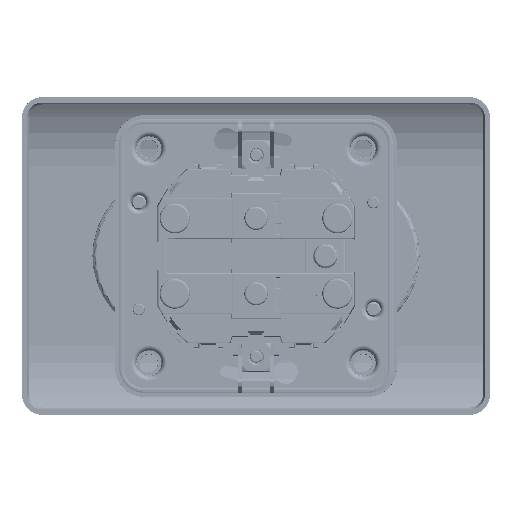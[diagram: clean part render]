
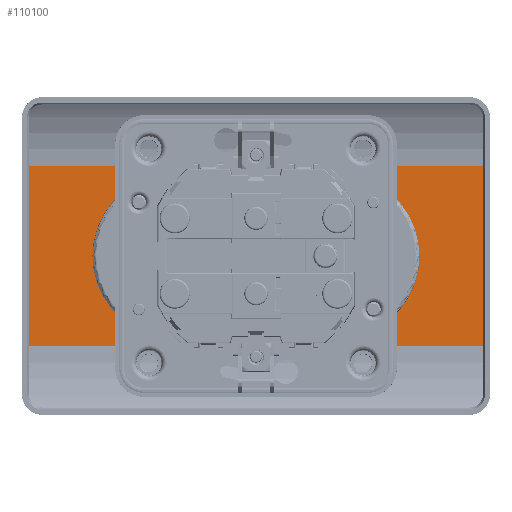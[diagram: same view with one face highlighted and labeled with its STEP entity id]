
A CAD part, front view. The second image highlights one B-rep face of the part: STEP entity #110100.
In plain terms, the highlighted planar face has unit normal (0, -1, 0).
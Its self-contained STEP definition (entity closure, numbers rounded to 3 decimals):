
#104271=DIRECTION('',(-1.,0.,0.));
#104272=VECTOR('',#104271,45.33);
#104273=CARTESIAN_POINT('',(22.665,6.7,-77.825));
#104274=LINE('',#104273,#104272);
#104275=CARTESIAN_POINT('',(0.,6.7,-0.125));
#104276=DIRECTION('',(0.,-1.,0.));
#104277=DIRECTION('',(0.243,0.,-0.97));
#104278=AXIS2_PLACEMENT_3D('',#104275,#104276,#104277);
#104280=CARTESIAN_POINT('',(0.,6.7,-0.125));
#104281=DIRECTION('',(0.,-1.,0.));
#104282=DIRECTION('',(0.,0.,1.));
#104283=AXIS2_PLACEMENT_3D('',#104280,#104281,#104282);
#104285=CARTESIAN_POINT('',(-5.133,6.7,-20.625));
#104286=DIRECTION('',(0.,1.,0.));
#104287=DIRECTION('',(0.243,0.,0.97));
#104288=AXIS2_PLACEMENT_3D('',#104285,#104286,#104287);
#104290=CARTESIAN_POINT('',(0.,6.7,-41.125));
#104291=DIRECTION('',(0.,-1.,0.));
#104292=DIRECTION('',(-0.243,0.,0.97));
#104293=AXIS2_PLACEMENT_3D('',#104290,#104291,#104292);
#104295=CARTESIAN_POINT('',(0.,6.7,-41.125));
#104296=DIRECTION('',(0.,-1.,0.));
#104297=DIRECTION('',(0.,0.,-1.));
#104298=AXIS2_PLACEMENT_3D('',#104295,#104296,#104297);
#104300=CARTESIAN_POINT('',(5.133,6.7,-20.625));
#104301=DIRECTION('',(0.,1.,0.));
#104302=DIRECTION('',(-0.243,0.,-0.97));
#104303=AXIS2_PLACEMENT_3D('',#104300,#104301,#104302);
#104305=DIRECTION('',(0.,0.,1.));
#104306=VECTOR('',#104305,114.4);
#104307=CARTESIAN_POINT('',(22.665,6.7,-77.825));
#104308=LINE('',#104307,#104306);
#104333=DIRECTION('',(-1.,0.,0.));
#104334=VECTOR('',#104333,45.33);
#104335=CARTESIAN_POINT('',(22.665,6.7,36.575));
#104336=LINE('',#104335,#104334);
#104367=DIRECTION('',(0.,0.,-1.));
#104368=VECTOR('',#104367,114.4);
#104369=CARTESIAN_POINT('',(-22.665,6.7,36.575));
#104370=LINE('',#104369,#104368);
#108455=CARTESIAN_POINT('',(5.04,6.7,-20.996));
#108456=VERTEX_POINT('',#108455);
#108457=CARTESIAN_POINT('',(0.,6.7,-61.875));
#108458=VERTEX_POINT('',#108457);
#108459=CARTESIAN_POINT('',(-5.04,6.7,-20.996));
#108460=VERTEX_POINT('',#108459);
#108461=CARTESIAN_POINT('',(5.04,6.7,-20.254));
#108462=VERTEX_POINT('',#108461);
#108463=CARTESIAN_POINT('',(-5.04,6.7,-20.254));
#108464=VERTEX_POINT('',#108463);
#108465=CARTESIAN_POINT('',(0.,6.7,20.625));
#108466=VERTEX_POINT('',#108465);
#108467=CARTESIAN_POINT('',(22.665,6.7,-77.825));
#108468=CARTESIAN_POINT('',(22.665,6.7,36.575));
#108469=VERTEX_POINT('',#108467);
#108470=VERTEX_POINT('',#108468);
#108471=CARTESIAN_POINT('',(-22.665,6.7,-77.825));
#108472=VERTEX_POINT('',#108471);
#108473=CARTESIAN_POINT('',(-22.665,6.7,36.575));
#108474=VERTEX_POINT('',#108473);
#110077=CARTESIAN_POINT('',(0.,6.7,0.));
#110078=DIRECTION('',(0.,1.,0.));
#110079=DIRECTION('',(0.,0.,-1.));
#110080=AXIS2_PLACEMENT_3D('',#110077,#110078,#110079);
#110081=PLANE('',#110080);
#110083=ORIENTED_EDGE('',*,*,#110082,.F.);
#110085=ORIENTED_EDGE('',*,*,#110084,.T.);
#110087=ORIENTED_EDGE('',*,*,#110086,.F.);
#110089=ORIENTED_EDGE('',*,*,#110088,.F.);
#110090=EDGE_LOOP('',(#110083,#110085,#110087,#110089));
#110091=FACE_OUTER_BOUND('',#110090,.F.);
#110092=ORIENTED_EDGE('',*,*,#110057,.T.);
#110093=ORIENTED_EDGE('',*,*,#110055,.T.);
#110094=ORIENTED_EDGE('',*,*,#110071,.T.);
#110095=ORIENTED_EDGE('',*,*,#110024,.T.);
#110096=ORIENTED_EDGE('',*,*,#110022,.T.);
#110097=ORIENTED_EDGE('',*,*,#110040,.T.);
#110098=EDGE_LOOP('',(#110092,#110093,#110094,#110095,#110096,#110097));
#110099=FACE_BOUND('',#110098,.F.);
#104279=CIRCLE('',#104278,20.75);
#104284=CIRCLE('',#104283,20.75);
#104289=CIRCLE('',#104288,0.383);
#104294=CIRCLE('',#104293,20.75);
#104299=CIRCLE('',#104298,20.75);
#104304=CIRCLE('',#104303,0.383);
#110022=EDGE_CURVE('',#108458,#108456,#104299,.T.);
#110024=EDGE_CURVE('',#108460,#108458,#104294,.T.);
#110040=EDGE_CURVE('',#108456,#108462,#104304,.T.);
#110055=EDGE_CURVE('',#108466,#108464,#104284,.T.);
#110057=EDGE_CURVE('',#108462,#108466,#104279,.T.);
#110071=EDGE_CURVE('',#108464,#108460,#104289,.T.);
#110082=EDGE_CURVE('',#108469,#108470,#104308,.T.);
#110084=EDGE_CURVE('',#108469,#108472,#104274,.T.);
#110086=EDGE_CURVE('',#108474,#108472,#104370,.T.);
#110088=EDGE_CURVE('',#108470,#108474,#104336,.T.);
#110100=ADVANCED_FACE('',(#110091,#110099),#110081,.F.);
